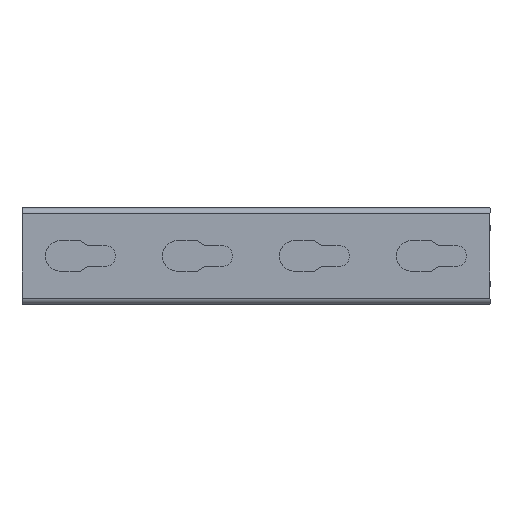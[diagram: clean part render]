
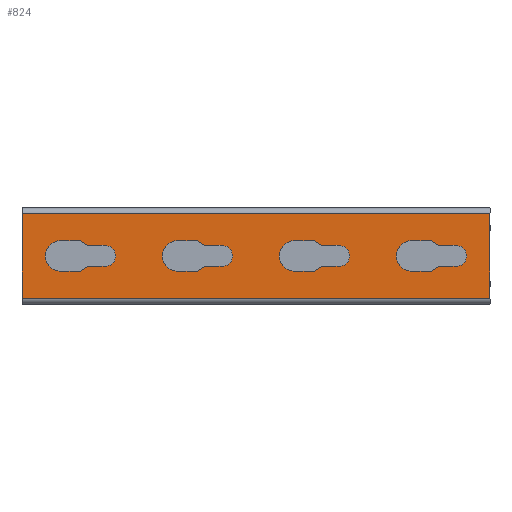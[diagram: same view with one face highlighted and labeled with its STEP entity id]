
A CAD part, top view. The second image highlights one B-rep face of the part: STEP entity #824.
In plain terms, the highlighted planar face has unit normal (0, 0, 1).
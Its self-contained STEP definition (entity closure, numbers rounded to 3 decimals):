
#68=FACE_OUTER_BOUND('',#100,.T.);
#100=EDGE_LOOP('',(#704,#705,#706,#707));
#138=LINE('',#1124,#240);
#187=LINE('',#1244,#289);
#189=LINE('',#1249,#291);
#191=LINE('',#1252,#293);
#240=VECTOR('',#900,1.);
#289=VECTOR('',#1009,1.);
#291=VECTOR('',#1015,1.);
#293=VECTOR('',#1019,1.);
#342=VERTEX_POINT('',#1122);
#343=VERTEX_POINT('',#1123);
#383=VERTEX_POINT('',#1241);
#384=VERTEX_POINT('',#1243);
#450=EDGE_CURVE('',#342,#343,#138,.T.);
#510=EDGE_CURVE('',#384,#383,#187,.T.);
#513=EDGE_CURVE('',#342,#383,#189,.T.);
#515=EDGE_CURVE('',#384,#343,#191,.T.);
#704=ORIENTED_EDGE('',*,*,#450,.T.);
#705=ORIENTED_EDGE('',*,*,#515,.F.);
#706=ORIENTED_EDGE('',*,*,#510,.T.);
#707=ORIENTED_EDGE('',*,*,#513,.F.);
#792=PLANE('',#870);
#824=ADVANCED_FACE('',(#68),#792,.T.);
#870=AXIS2_PLACEMENT_3D('',#1253,#1020,#1021);
#900=DIRECTION('',(0.,1.,0.));
#1009=DIRECTION('',(0.,-1.,0.));
#1015=DIRECTION('',(-1.,0.,0.));
#1019=DIRECTION('',(1.,0.,0.));
#1020=DIRECTION('center_axis',(0.,0.,1.));
#1021=DIRECTION('ref_axis',(0.,-1.,0.));
#1122=CARTESIAN_POINT('',(194.5,-7.194,41.021));
#1123=CARTESIAN_POINT('',(194.5,28.806,41.021));
#1124=CARTESIAN_POINT('',(194.5,21.056,41.021));
#1241=CARTESIAN_POINT('',(-5.5,-7.194,41.021));
#1243=CARTESIAN_POINT('',(-5.5,28.806,41.021));
#1244=CARTESIAN_POINT('',(-5.5,31.306,41.021));
#1249=CARTESIAN_POINT('',(-5.5,-7.194,41.021));
#1252=CARTESIAN_POINT('',(-5.5,28.806,41.021));
#1253=CARTESIAN_POINT('Origin',(-5.5,31.306,41.021));
